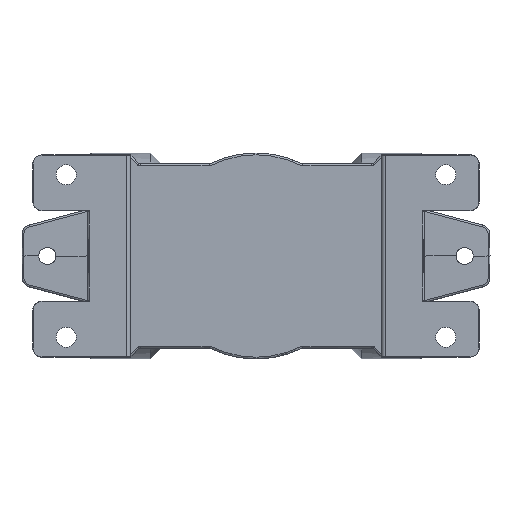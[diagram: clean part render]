
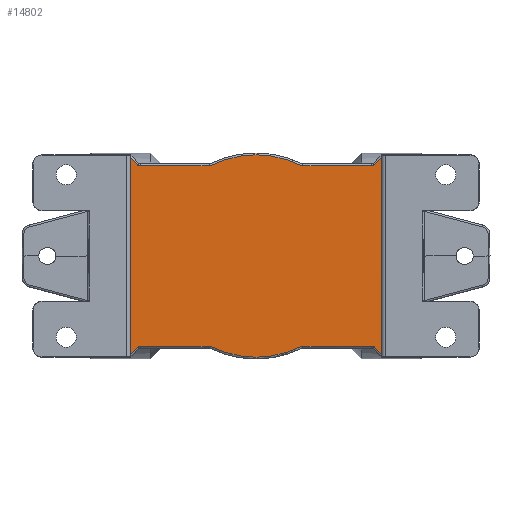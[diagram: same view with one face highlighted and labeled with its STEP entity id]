
A CAD part, front view. The second image highlights one B-rep face of the part: STEP entity #14802.
In plain terms, the highlighted planar face has unit normal (0, -1, 0).
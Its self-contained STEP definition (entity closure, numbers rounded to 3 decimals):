
#633=DIRECTION('',(1.,0.,0.));
#634=VECTOR('',#633,19.365);
#635=CARTESIAN_POINT('',(-32.061,-5.5,
-24.956));
#636=LINE('',#635,#634);
#641=CARTESIAN_POINT('',(-32.768,-5.5,
-25.249));
#642=CARTESIAN_POINT('',(-32.702,-5.5,
-25.185));
#643=CARTESIAN_POINT('',(-32.561,-5.5,
-25.077));
#644=CARTESIAN_POINT('',(-32.321,-5.5,
-24.979));
#645=CARTESIAN_POINT('',(-32.15,-5.5,
-24.957));
#646=CARTESIAN_POINT('',(-32.061,-5.5,
-24.956));
#682=CARTESIAN_POINT('',(-34.75,-5.5,27.231));
#684=DIRECTION('',(0.,0.,-1.));
#685=VECTOR('',#684,54.462);
#686=CARTESIAN_POINT('',(-34.75,-5.5,27.231));
#687=LINE('',#686,#685);
#688=CARTESIAN_POINT('',(-34.75,-5.5,-27.231));
#729=CARTESIAN_POINT('',(-32.061,-5.5,24.956));
#730=CARTESIAN_POINT('',(-32.153,-5.5,24.958));
#731=CARTESIAN_POINT('',(-32.329,-5.5,24.981));
#732=CARTESIAN_POINT('',(-32.568,-5.5,25.082));
#733=CARTESIAN_POINT('',(-32.705,-5.5,25.187));
#734=CARTESIAN_POINT('',(-32.768,-5.5,25.249));
#745=DIRECTION('',(-1.,0.,0.));
#746=VECTOR('',#745,19.365);
#747=CARTESIAN_POINT('',(-12.696,-5.5,24.956));
#748=LINE('',#747,#746);
#3287=CARTESIAN_POINT('',(12.696,-5.5,-24.956));
#3317=DIRECTION('',(1.,0.,0.));
#3318=VECTOR('',#3317,19.365);
#3319=CARTESIAN_POINT('',(12.696,-5.5,-24.956));
#3320=LINE('',#3319,#3318);
#3326=CARTESIAN_POINT('',(32.061,-5.5,
-24.956));
#3327=CARTESIAN_POINT('',(32.153,-5.5,
-24.958));
#3328=CARTESIAN_POINT('',(32.329,-5.5,
-24.981));
#3329=CARTESIAN_POINT('',(32.568,-5.5,
-25.082));
#3330=CARTESIAN_POINT('',(32.705,-5.5,
-25.187));
#3331=CARTESIAN_POINT('',(32.768,-5.5,
-25.249));
#3338=DIRECTION('',(-0.707,0.,0.707));
#3339=VECTOR('',#3338,2.803);
#3340=CARTESIAN_POINT('',(34.75,-5.5,-27.231));
#3341=LINE('',#3340,#3339);
#3342=CARTESIAN_POINT('',(0.,-5.5,0.));
#3343=DIRECTION('',(0.,1.,0.));
#3344=DIRECTION('',(0.453,0.,-0.891));
#3345=AXIS2_PLACEMENT_3D('',#3342,#3343,#3344);
#3347=DIRECTION('',(-0.707,0.,-0.707));
#3348=VECTOR('',#3347,2.803);
#3349=CARTESIAN_POINT('',(-32.768,-5.5,
-25.249));
#3350=LINE('',#3349,#3348);
#3351=DIRECTION('',(0.707,0.,-0.707));
#3352=VECTOR('',#3351,2.803);
#3353=CARTESIAN_POINT('',(-34.75,-5.5,27.231));
#3354=LINE('',#3353,#3352);
#3355=CARTESIAN_POINT('',(0.,-5.5,0.));
#3356=DIRECTION('',(0.,1.,0.));
#3357=DIRECTION('',(-0.453,0.,0.891));
#3358=AXIS2_PLACEMENT_3D('',#3355,#3356,#3357);
#3360=DIRECTION('',(0.707,0.,0.707));
#3361=VECTOR('',#3360,2.803);
#3362=CARTESIAN_POINT('',(32.768,-5.5,25.249));
#3363=LINE('',#3362,#3361);
#3381=DIRECTION('',(0.,0.,1.));
#3382=VECTOR('',#3381,54.462);
#3383=CARTESIAN_POINT('',(34.75,-5.5,-27.231));
#3384=LINE('',#3383,#3382);
#3765=DIRECTION('',(-1.,0.,0.));
#3766=VECTOR('',#3765,19.365);
#3767=CARTESIAN_POINT('',(32.061,-5.5,24.956));
#3768=LINE('',#3767,#3766);
#3778=CARTESIAN_POINT('',(32.768,-5.5,25.249));
#3779=CARTESIAN_POINT('',(32.702,-5.5,25.185));
#3780=CARTESIAN_POINT('',(32.561,-5.5,25.077));
#3781=CARTESIAN_POINT('',(32.321,-5.5,24.979));
#3782=CARTESIAN_POINT('',(32.15,-5.5,24.957));
#3783=CARTESIAN_POINT('',(32.061,-5.5,24.956));
#3809=CARTESIAN_POINT('',(-12.696,-5.5,24.956));
#8317=CARTESIAN_POINT('',(-32.061,-5.5,
-24.956));
#8318=VERTEX_POINT('',#8317);
#8319=CARTESIAN_POINT('',(-12.696,-5.5,-24.956));
#8320=VERTEX_POINT('',#8319);
#8321=CARTESIAN_POINT('',(-32.768,-5.5,-25.249));
#8322=VERTEX_POINT('',#8321);
#8325=VERTEX_POINT('',#688);
#8330=VERTEX_POINT('',#682);
#8335=CARTESIAN_POINT('',(-32.768,-5.5,
25.249));
#8337=VERTEX_POINT('',#8335);
#8340=CARTESIAN_POINT('',(-32.061,-5.5,24.956));
#8342=VERTEX_POINT('',#8340);
#8345=VERTEX_POINT('',#3809);
#8929=VERTEX_POINT('',#3287);
#8931=CARTESIAN_POINT('',(32.061,-5.5,-24.956));
#8933=VERTEX_POINT('',#8931);
#8934=VERTEX_POINT('',#3331);
#8937=CARTESIAN_POINT('',(34.75,-5.5,-27.231));
#8938=CARTESIAN_POINT('',(34.75,-5.5,27.231));
#8939=VERTEX_POINT('',#8937);
#8940=VERTEX_POINT('',#8938);
#8941=CARTESIAN_POINT('',(12.696,-5.5,24.956));
#8942=VERTEX_POINT('',#8941);
#8943=CARTESIAN_POINT('',(32.061,-5.5,24.956));
#8944=VERTEX_POINT('',#8943);
#8945=VERTEX_POINT('',#3778);
#14773=CARTESIAN_POINT('',(0.,-5.5,0.));
#14774=DIRECTION('',(0.,-1.,0.));
#14775=DIRECTION('',(0.,0.,-1.));
#14776=AXIS2_PLACEMENT_3D('',#14773,#14774,#14775);
#14777=PLANE('',#14776);
#14779=ORIENTED_EDGE('',*,*,#14778,.F.);
#14781=ORIENTED_EDGE('',*,*,#14780,.T.);
#14782=ORIENTED_EDGE('',*,*,#14764,.F.);
#14783=ORIENTED_EDGE('',*,*,#14737,.F.);
#14784=ORIENTED_EDGE('',*,*,#14722,.T.);
#14785=ORIENTED_EDGE('',*,*,#10976,.F.);
#14786=ORIENTED_EDGE('',*,*,#11007,.F.);
#14787=ORIENTED_EDGE('',*,*,#11025,.T.);
#14788=ORIENTED_EDGE('',*,*,#11051,.F.);
#14789=ORIENTED_EDGE('',*,*,#11083,.T.);
#14790=ORIENTED_EDGE('',*,*,#11115,.F.);
#14791=ORIENTED_EDGE('',*,*,#11133,.F.);
#14793=ORIENTED_EDGE('',*,*,#14792,.T.);
#14795=ORIENTED_EDGE('',*,*,#14794,.F.);
#14797=ORIENTED_EDGE('',*,*,#14796,.F.);
#14799=ORIENTED_EDGE('',*,*,#14798,.T.);
#14800=EDGE_LOOP('',(#14779,#14781,#14782,#14783,#14784,#14785,#14786,#14787,
#14788,#14789,#14790,#14791,#14793,#14795,#14797,#14799));
#14801=FACE_OUTER_BOUND('',#14800,.F.);
#14802=ADVANCED_FACE('',(#14801),#14777,.T.);
#647=B_SPLINE_CURVE_WITH_KNOTS('',3,(#641,#642,#643,#644,#645,#646),
.UNSPECIFIED.,.F.,.F.,(4,1,1,4),(0.,0.333,0.667,1.),
.UNSPECIFIED.);
#735=B_SPLINE_CURVE_WITH_KNOTS('',3,(#729,#730,#731,#732,#733,#734),
.UNSPECIFIED.,.F.,.F.,(4,1,1,4),(0.,0.333,0.667,1.),
.UNSPECIFIED.);
#3332=B_SPLINE_CURVE_WITH_KNOTS('',3,(#3326,#3327,#3328,#3329,#3330,#3331),
.UNSPECIFIED.,.F.,.F.,(4,1,1,4),(0.,0.333,0.667,1.),
.UNSPECIFIED.);
#3346=CIRCLE('',#3345,28.);
#3359=CIRCLE('',#3358,28.);
#3784=B_SPLINE_CURVE_WITH_KNOTS('',3,(#3778,#3779,#3780,#3781,#3782,#3783),
.UNSPECIFIED.,.F.,.F.,(4,1,1,4),(0.,0.333,0.667,1.),
.UNSPECIFIED.);
#10976=EDGE_CURVE('',#8318,#8320,#636,.T.);
#11007=EDGE_CURVE('',#8322,#8318,#647,.T.);
#11025=EDGE_CURVE('',#8322,#8325,#3350,.T.);
#11051=EDGE_CURVE('',#8330,#8325,#687,.T.);
#11083=EDGE_CURVE('',#8330,#8337,#3354,.T.);
#11115=EDGE_CURVE('',#8342,#8337,#735,.T.);
#11133=EDGE_CURVE('',#8345,#8342,#748,.T.);
#14722=EDGE_CURVE('',#8929,#8320,#3346,.T.);
#14737=EDGE_CURVE('',#8929,#8933,#3320,.T.);
#14764=EDGE_CURVE('',#8933,#8934,#3332,.T.);
#14778=EDGE_CURVE('',#8939,#8940,#3384,.T.);
#14780=EDGE_CURVE('',#8939,#8934,#3341,.T.);
#14792=EDGE_CURVE('',#8345,#8942,#3359,.T.);
#14794=EDGE_CURVE('',#8944,#8942,#3768,.T.);
#14796=EDGE_CURVE('',#8945,#8944,#3784,.T.);
#14798=EDGE_CURVE('',#8945,#8940,#3363,.T.);
